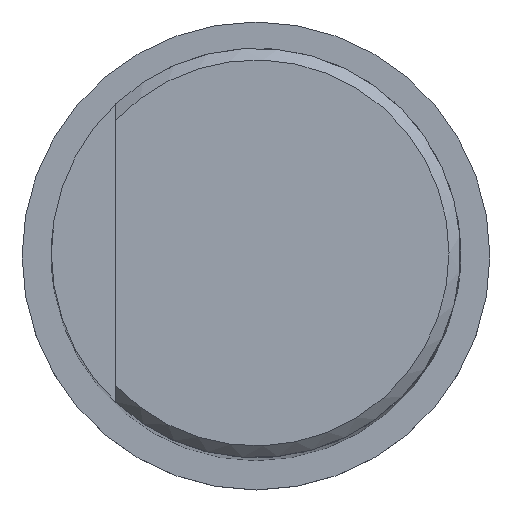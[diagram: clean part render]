
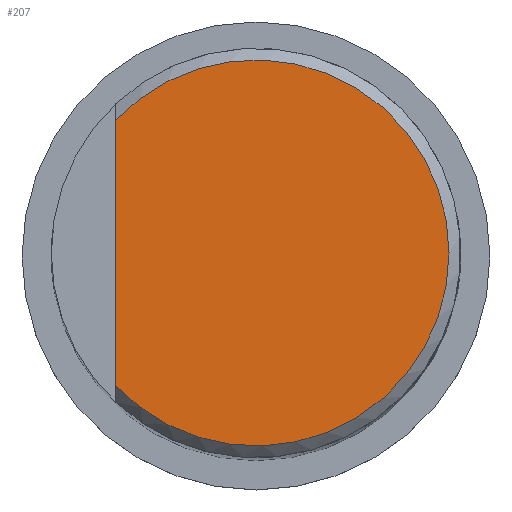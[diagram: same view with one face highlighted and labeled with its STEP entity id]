
A CAD part, top view. The second image highlights one B-rep face of the part: STEP entity #207.
In plain terms, the highlighted planar face has unit normal (0, 0, 1).
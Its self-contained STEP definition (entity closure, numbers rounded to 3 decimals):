
#207=ADVANCED_FACE('',(#329),#330,.T.);
#329=FACE_OUTER_BOUND('',#419,.T.);
#330=PLANE('',#420);
#419=EDGE_LOOP('',(#578,#579));
#420=AXIS2_PLACEMENT_3D('',#580,#581,#582);
#578=ORIENTED_EDGE('',*,*,#627,.F.);
#579=ORIENTED_EDGE('',*,*,#621,.T.);
#580=CARTESIAN_POINT('',(0.0,0.0,76.0));
#581=DIRECTION('',(0.0,0.0,1.0));
#582=DIRECTION('',(1.0,0.0,0.0));
#621=EDGE_CURVE('',#703,#701,#704,.T.);
#627=EDGE_CURVE('',#703,#701,#711,.T.);
#701=VERTEX_POINT('',#919);
#703=VERTEX_POINT('',#924);
#704=CIRCLE('',#925,16.5);
#711=LINE('',#938,#939);
#919=CARTESIAN_POINT('',(-12.0,11.325,76.0));
#924=CARTESIAN_POINT('',(-12.0,-11.325,76.0));
#925=AXIS2_PLACEMENT_3D('',#1014,#1015,#1016);
#938=CARTESIAN_POINT('',(-12.0,0.0,76.0));
#939=VECTOR('',#1020,1.0);
#1014=CARTESIAN_POINT('',(0.0,0.0,76.0));
#1015=DIRECTION('',(0.0,0.0,1.0));
#1016=DIRECTION('',(1.0,0.0,0.0));
#1020=DIRECTION('',(0.,1.0,0.0));
